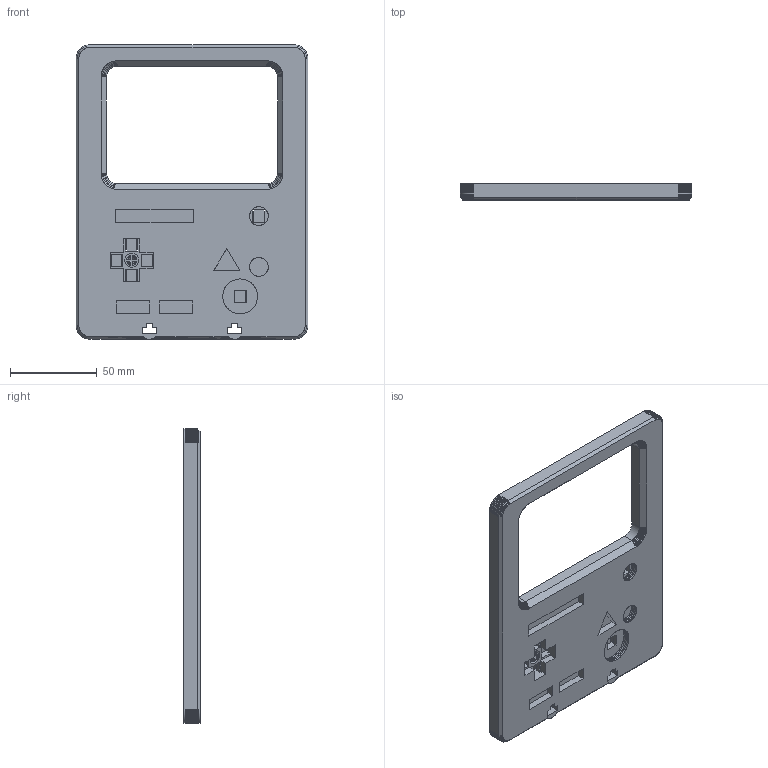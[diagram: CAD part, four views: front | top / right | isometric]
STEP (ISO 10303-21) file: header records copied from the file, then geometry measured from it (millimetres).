
FILE_DESCRIPTION(/* description */ (''),/* implementation_level */ '2;1');
FILE_NAME(/* name */ 'FrontPlate.step',/* time_stamp */ '2026-02-19T15:33:04+01:00',/* author */ (''),/* organization */ (''),/* preprocessor_version */ 'ST-DEVELOPER v20.1',/* originating_system */ 'Autodesk Translation Framework v14.24.0.0',/* authorisation */ '');
FILE_SCHEMA (('AUTOMOTIVE_DESIGN { 1 0 10303 214 3 1 1 }'));
Length unit declared in the file: millimetre
Products named in the file (1): BMO Assistant
Bounding box: 133.18 x 9.24 x 169.38 mm (x, y, z)
Volume: 135508.7 mm3; surface area: 42606.4 mm2
Topology: 1 solids, 1 shells, 1448 faces, 3325 edges, 1886 vertices
Faces by surface type: plane 1419, cylinder 17, sphere 8, torus 4
Full cylindrical faces by diameter (mm): 5.2 x4, 8 x1
Entity records: 39152 total; most frequent: CARTESIAN_POINT 6788, ORIENTED_EDGE 6650, DIRECTION 6521, EDGE_CURVE 3325, LINE 2995, VECTOR 2995, VERTEX_POINT 1886, AXIS2_PLACEMENT_3D 1763
